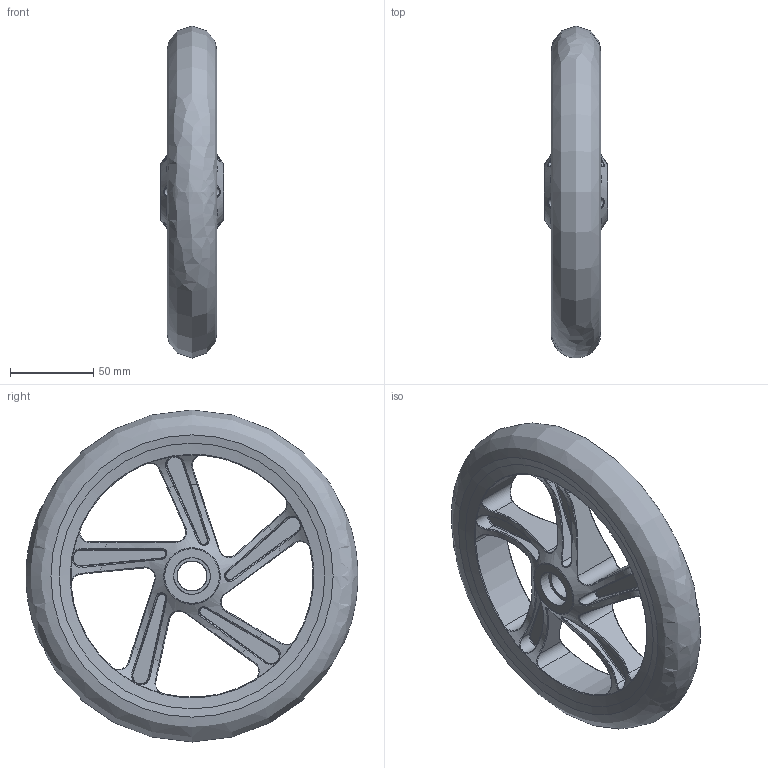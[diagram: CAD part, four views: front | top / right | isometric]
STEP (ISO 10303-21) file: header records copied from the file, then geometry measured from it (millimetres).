
FILE_DESCRIPTION (( 'STEP AP203' ), '1' );
FILE_NAME ('Scooter Wheel 200mm (STEP).STEP', '2021-05-01T20:04:04', ( '' ), ( '' ), 'SwSTEP 2.0', 'SolidWorks 2017', '' );
FILE_SCHEMA (( 'CONFIG_CONTROL_DESIGN' ));
Length unit declared in the file: millimetre
Products named in the file (2): Scooter Wheel 200mm (STEP)
Bounding box: 38 x 199.99 x 200 mm (x, y, z)
Volume: 476941 mm3; surface area: 81622.5 mm2
Topology: 1 solids, 1 shells, 404 faces, 925 edges, 515 vertices
Faces by surface type: bspline 293, cylinder 63, plane 44, cone 4
Full cylindrical faces by diameter (mm): 18 x1, 22 x2
Entity records: 25296 total; most frequent: CARTESIAN_POINT 18364, ORIENTED_EDGE 1784, DIRECTION 924, EDGE_CURVE 892, VERTEX_POINT 502, EDGE_LOOP 428, FACE_OUTER_BOUND 420, AXIS2_PLACEMENT_3D 407
